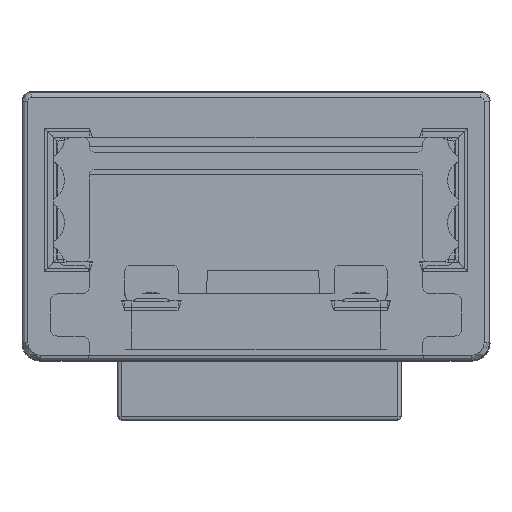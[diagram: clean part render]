
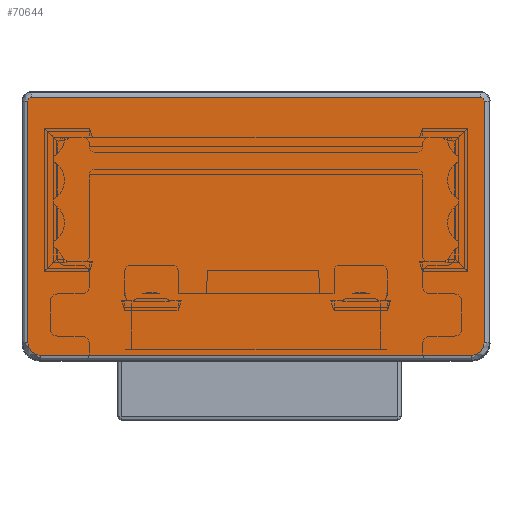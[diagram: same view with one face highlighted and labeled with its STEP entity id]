
A CAD part, front view. The second image highlights one B-rep face of the part: STEP entity #70644.
In plain terms, the highlighted planar face has unit normal (0, -1, 0).
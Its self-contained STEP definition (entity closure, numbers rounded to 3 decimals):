
#523=ELLIPSE('',#75994,0.1,0.1);
#525=ELLIPSE('',#76000,0.1,0.1);
#527=ELLIPSE('',#76008,0.35,0.35);
#529=ELLIPSE('',#76013,0.35,0.35);
#3506=PLANE('',#76017);
#11336=LINE('',#120165,#19196);
#11338=LINE('',#120171,#19198);
#11340=LINE('',#120207,#19200);
#11342=LINE('',#120240,#19202);
#19196=VECTOR('',#94434,10.);
#19198=VECTOR('',#94440,10.);
#19200=VECTOR('',#94452,10.);
#19202=VECTOR('',#94462,10.);
#23703=FACE_OUTER_BOUND('',#27569,.T.);
#27569=EDGE_LOOP('',(#66516,#66517,#66518,#66519,#66520,#66521,#66522,#66523));
#36113=VERTEX_POINT('',#120111);
#36115=VERTEX_POINT('',#120115);
#36119=VERTEX_POINT('',#120150);
#36121=VERTEX_POINT('',#120154);
#36124=VERTEX_POINT('',#120167);
#36126=VERTEX_POINT('',#120197);
#36128=VERTEX_POINT('',#120203);
#36130=VERTEX_POINT('',#120233);
#46304=EDGE_CURVE('',#36115,#36113,#523,.T.);
#46311=EDGE_CURVE('',#36121,#36119,#525,.T.);
#46316=EDGE_CURVE('',#36113,#36121,#11336,.T.);
#46319=EDGE_CURVE('',#36119,#36124,#11338,.T.);
#46322=EDGE_CURVE('',#36124,#36126,#527,.T.);
#46325=EDGE_CURVE('',#36126,#36128,#11340,.T.);
#46328=EDGE_CURVE('',#36128,#36130,#529,.T.);
#46330=EDGE_CURVE('',#36130,#36115,#11342,.T.);
#66516=ORIENTED_EDGE('',*,*,#46311,.F.);
#66517=ORIENTED_EDGE('',*,*,#46316,.F.);
#66518=ORIENTED_EDGE('',*,*,#46304,.F.);
#66519=ORIENTED_EDGE('',*,*,#46330,.F.);
#66520=ORIENTED_EDGE('',*,*,#46328,.F.);
#66521=ORIENTED_EDGE('',*,*,#46325,.F.);
#66522=ORIENTED_EDGE('',*,*,#46322,.F.);
#66523=ORIENTED_EDGE('',*,*,#46319,.F.);
#70644=ADVANCED_FACE('',(#23703),#3506,.F.);
#75994=AXIS2_PLACEMENT_3D('',#120117,#94409,#94410);
#76000=AXIS2_PLACEMENT_3D('',#120156,#94423,#94424);
#76008=AXIS2_PLACEMENT_3D('',#120201,#94445,#94446);
#76013=AXIS2_PLACEMENT_3D('',#120237,#94457,#94458);
#76017=AXIS2_PLACEMENT_3D('',#120247,#94470,#94471);
#94409=DIRECTION('center_axis',(0.,1.,0.));
#94410=DIRECTION('ref_axis',(-0.707,0.,0.707));
#94423=DIRECTION('center_axis',(0.,1.,0.));
#94424=DIRECTION('ref_axis',(0.707,0.,0.707));
#94434=DIRECTION('',(1.,0.,0.));
#94440=DIRECTION('',(0.,0.,-1.));
#94445=DIRECTION('center_axis',(0.,1.,0.));
#94446=DIRECTION('ref_axis',(0.707,0.,-0.707));
#94452=DIRECTION('',(-1.,0.,0.));
#94457=DIRECTION('center_axis',(0.,1.,0.));
#94458=DIRECTION('ref_axis',(-0.707,0.,-0.707));
#94462=DIRECTION('',(0.,0.,1.));
#94470=DIRECTION('center_axis',(0.,1.,0.));
#94471=DIRECTION('ref_axis',(0.,0.,1.));
#120111=CARTESIAN_POINT('',(-6.335,-149.75,-0.165));
#120115=CARTESIAN_POINT('',(-6.435,-149.75,-0.265));
#120117=CARTESIAN_POINT('Origin',(-6.335,-149.75,-0.265));
#120150=CARTESIAN_POINT('',(6.435,-149.75,-0.265));
#120154=CARTESIAN_POINT('',(6.335,-149.75,-0.165));
#120156=CARTESIAN_POINT('Origin',(6.335,-149.75,-0.265));
#120165=CARTESIAN_POINT('',(-3.3,-149.75,-0.165));
#120167=CARTESIAN_POINT('',(6.435,-149.75,-7.085));
#120171=CARTESIAN_POINT('',(6.435,-149.75,-1.9));
#120197=CARTESIAN_POINT('',(6.085,-149.75,-7.435));
#120201=CARTESIAN_POINT('Origin',(6.085,-149.75,-7.085));
#120203=CARTESIAN_POINT('',(-6.085,-149.75,-7.435));
#120207=CARTESIAN_POINT('',(3.3,-149.75,-7.435));
#120233=CARTESIAN_POINT('',(-6.435,-149.75,-7.085));
#120237=CARTESIAN_POINT('Origin',(-6.085,-149.75,-7.085));
#120240=CARTESIAN_POINT('',(-6.435,-149.75,-5.7));
#120247=CARTESIAN_POINT('Origin',(0.,-149.75,-3.8));
